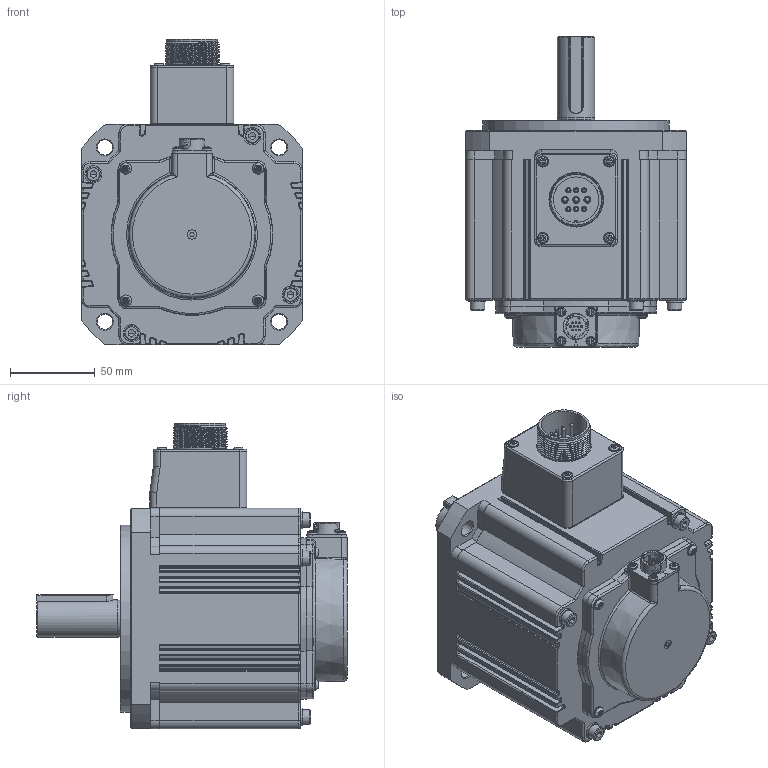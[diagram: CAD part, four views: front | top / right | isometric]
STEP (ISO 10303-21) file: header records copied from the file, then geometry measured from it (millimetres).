
FILE_DESCRIPTION(/* description */ (''),/* implementation_level */ '2;1');
FILE_NAME(/* name */ 'X6-MM100A-B2LN（9PIN）.stp',/* time_stamp */ '2019-12-19T15:32:55+08:00',/* author */ (''),/* organization */ (''),/* preprocessor_version */ 'ST-DEVELOPER v16',/* originating_system */ 'SIEMENS PLM Software NX 10.0',/* authorisation */ '');
FILE_SCHEMA (('CONFIG_CONTROL_DESIGN'));
Products named in the file (1): X6-MM100A-B2LN（9PIN）
Bounding box: 130 x 182.5 x 180.1 mm (x, y, z)
Volume: 1809684.3 mm3; surface area: 126147 mm2
Topology: 1 solids, 9 shells, 1493 faces, 3836 edges, 2415 vertices
Faces by surface type: cylinder 586, plane 507, torus 190, bspline 121, cone 58, sphere 29, extrusion 2
Full cylindrical faces by diameter (mm): 0.8 x4, 1 x10, 2.5 x1, 3 x4, 3.2 x4, 4.2 x4, 4.4 x4, 5 x1, 5.5 x5, 6 x4, 6.5 x4, 6.7 x8, 8.5 x4, 9 x4, 10 x4, 11.8 x1, 21.8 x1, 22 x1, 24 x1, 26.85 x1, 28.6 x1, 29.8 x1, 31.712 x8, 32.1 x1, 35 x1, 38 x1, 98 x1, 110 x1
Entity records: 59940 total; most frequent: CARTESIAN_POINT 24914, DIRECTION 7453, ORIENTED_EDGE 7130, EDGE_CURVE 3565, AXIS2_PLACEMENT_3D 2943, VERTEX_POINT 2317, EDGE_LOOP 1743, VECTOR 1567
